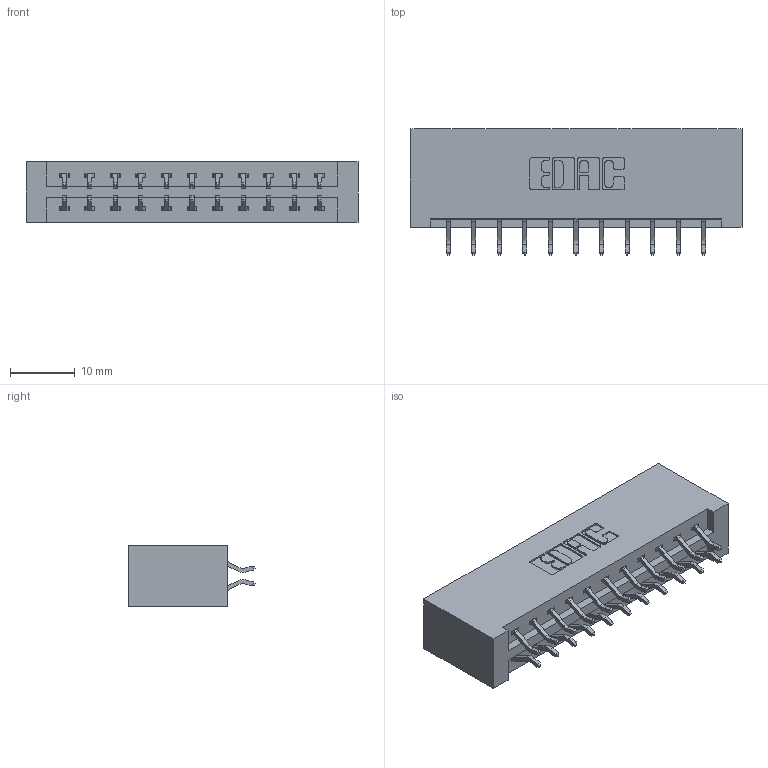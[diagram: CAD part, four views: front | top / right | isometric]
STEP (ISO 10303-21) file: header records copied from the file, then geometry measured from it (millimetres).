
FILE_DESCRIPTION (( 'STEP AP203' ), '1' );
FILE_NAME ('387-022-556-201.STEP', '2018-09-14T05:59:27', ( '' ), ( '' ), 'SwSTEP 2.0', 'SolidWorks 2016', '' );
FILE_SCHEMA (( 'CONFIG_CONTROL_DESIGN' ));
Length unit declared in the file: inch
Products named in the file (3): 337 Part_No Mounting Lugs; 345-292-001_556 Tail; 387-022-556-201
Assembly tree (23 placements, depth 2):
  387-022-556-201
    337 Part_No Mounting Lugs
    345-292-001_556 Tail  x22
Bounding box: 51.46 x 19.57 x 9.4 mm (x, y, z)
Volume: 5770.5 mm3; surface area: 6255.4 mm2
Topology: 23 solids, 23 shells, 1426 faces, 4225 edges, 2786 vertices
Faces by surface type: plane 990, cylinder 436
Entity records: 12481 total; most frequent: CARTESIAN_POINT 2142, ORIENTED_EDGE 2066, DIRECTION 1861, EDGE_CURVE 1033, VECTOR 905, LINE 905, VERTEX_POINT 686, AXIS2_PLACEMENT_3D 478
